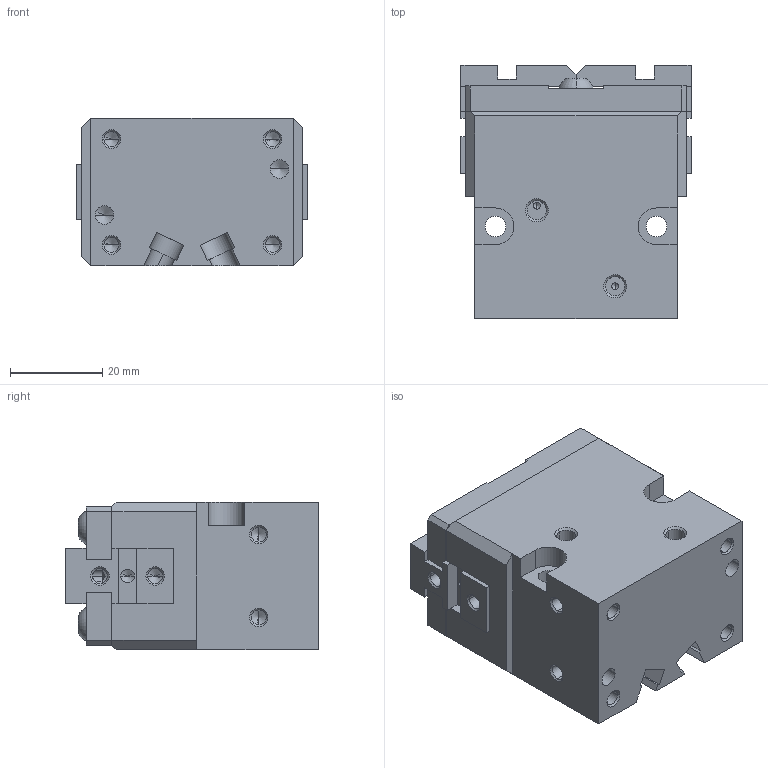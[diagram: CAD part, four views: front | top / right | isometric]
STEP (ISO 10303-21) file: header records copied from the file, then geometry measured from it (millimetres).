
FILE_DESCRIPTION( ( '' ), '1' );
FILE_NAME( 'ope50_oe770pre_0_2_14a.stp', '2010-10-25T12:58:38', ( '' ), ( '' ), ' ', ' ', ' ' );
FILE_SCHEMA( ( 'automotive_design' ) );
Length unit declared in the file: millimetre
Products named in the file (3): 1; 2; 3
Bounding box: 50 x 55 x 32 mm (x, y, z)
Volume: 69643.3 mm3; surface area: 22256.8 mm2
Topology: 3 solids, 3 shells, 297 faces, 765 edges, 452 vertices
Faces by surface type: plane 138, cone 88, cylinder 67, torus 4
Entity records: 17118 total; most frequent: CARTESIAN_POINT 1707, DIRECTION 1495, STYLED_ITEM 1473, PRESENTATION_STYLE_ASSIGNMENT 1473, COLOUR_RGB 1473, ORIENTED_EDGE 1442, EDGE_CURVE 721, CURVE_STYLE 721
